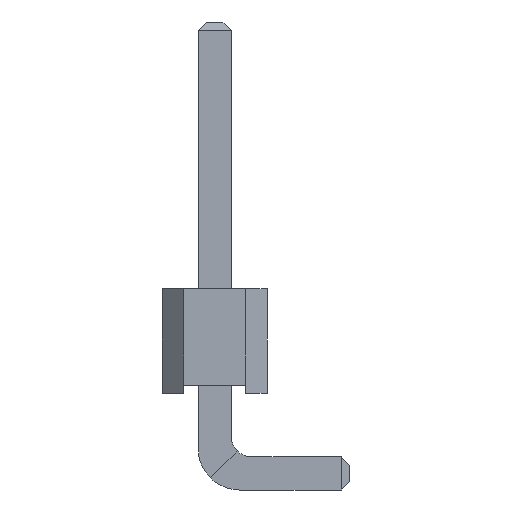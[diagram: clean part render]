
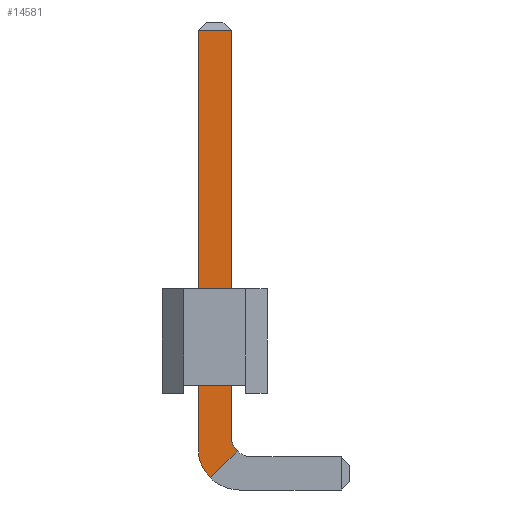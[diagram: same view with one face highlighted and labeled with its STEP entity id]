
A CAD part, front view. The second image highlights one B-rep face of the part: STEP entity #14581.
In plain terms, the highlighted planar face has unit normal (0, -1, 0).
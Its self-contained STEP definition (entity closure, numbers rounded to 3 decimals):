
#13838 = PLANE('',#13839);
#13839 = AXIS2_PLACEMENT_3D('',#13840,#13841,#13842);
#13840 = CARTESIAN_POINT('',(0.4,-27.54,9.));
#13841 = DIRECTION('',(1.,0.,0.));
#13842 = DIRECTION('',(0.,-1.,0.));
#13871 = CYLINDRICAL_SURFACE('',#13872,0.5);
#13872 = AXIS2_PLACEMENT_3D('',#13873,#13874,#13875);
#13873 = CARTESIAN_POINT('',(0.9,-27.54,-1.04));
#13874 = DIRECTION('',(0.,-1.,0.));
#13875 = DIRECTION('',(-1.,0.,0.));
#13932 = CYLINDRICAL_SURFACE('',#13933,1.);
#13933 = AXIS2_PLACEMENT_3D('',#13934,#13935,#13936);
#13934 = CARTESIAN_POINT('',(0.6,-27.54,-1.34));
#13935 = DIRECTION('',(-0.,-1.,0.));
#13936 = DIRECTION('',(-1.,0.,0.));
#13960 = PLANE('',#13961);
#13961 = AXIS2_PLACEMENT_3D('',#13962,#13963,#13964);
#13962 = CARTESIAN_POINT('',(-0.4,-28.34,9.));
#13963 = DIRECTION('',(-1.,0.,0.));
#13964 = DIRECTION('',(0.,1.,0.));
#14003 = VERTEX_POINT('',#14004);
#14004 = CARTESIAN_POINT('',(0.4,-28.34,8.8));
#14030 = EDGE_CURVE('',#14003,#14031,#14033,.T.);
#14031 = VERTEX_POINT('',#14032);
#14032 = CARTESIAN_POINT('',(0.4,-28.34,-1.04));
#14033 = SURFACE_CURVE('',#14034,(#14038,#14045),.PCURVE_S1.);
#14034 = LINE('',#14035,#14036);
#14035 = CARTESIAN_POINT('',(0.4,-28.34,9.));
#14036 = VECTOR('',#14037,1.);
#14037 = DIRECTION('',(0.,0.,-1.));
#14038 = PCURVE('',#13838,#14039);
#14039 = DEFINITIONAL_REPRESENTATION('',(#14040),#14044);
#14040 = LINE('',#14041,#14042);
#14041 = CARTESIAN_POINT('',(0.8,0.));
#14042 = VECTOR('',#14043,1.);
#14043 = DIRECTION('',(0.,1.));
#14044 = ( GEOMETRIC_REPRESENTATION_CONTEXT(2) 
PARAMETRIC_REPRESENTATION_CONTEXT() REPRESENTATION_CONTEXT('2D SPACE',''
  ) );
#14045 = PCURVE('',#14046,#14051);
#14046 = PLANE('',#14047);
#14047 = AXIS2_PLACEMENT_3D('',#14048,#14049,#14050);
#14048 = CARTESIAN_POINT('',(0.4,-28.34,9.));
#14049 = DIRECTION('',(-0.,-1.,0.));
#14050 = DIRECTION('',(-1.,0.,0.));
#14051 = DEFINITIONAL_REPRESENTATION('',(#14052),#14056);
#14052 = LINE('',#14053,#14054);
#14053 = CARTESIAN_POINT('',(0.,0.));
#14054 = VECTOR('',#14055,1.);
#14055 = DIRECTION('',(0.,1.));
#14056 = ( GEOMETRIC_REPRESENTATION_CONTEXT(2) 
PARAMETRIC_REPRESENTATION_CONTEXT() REPRESENTATION_CONTEXT('2D SPACE',''
  ) );
#14221 = VERTEX_POINT('',#14222);
#14222 = CARTESIAN_POINT('',(0.546,-28.34,-1.394));
#14237 = PLANE('',#14238);
#14238 = AXIS2_PLACEMENT_3D('',#14239,#14240,#14241);
#14239 = CARTESIAN_POINT('',(0.,-28.34,-1.54));
#14240 = DIRECTION('',(0.,-1.,0.));
#14241 = DIRECTION('',(0.,0.,-1.));
#14249 = EDGE_CURVE('',#14031,#14221,#14250,.T.);
#14250 = SURFACE_CURVE('',#14251,(#14256,#14263),.PCURVE_S1.);
#14251 = CIRCLE('',#14252,0.5);
#14252 = AXIS2_PLACEMENT_3D('',#14253,#14254,#14255);
#14253 = CARTESIAN_POINT('',(0.9,-28.34,-1.04));
#14254 = DIRECTION('',(0.,-1.,0.));
#14255 = DIRECTION('',(0.,0.,-1.));
#14256 = PCURVE('',#13871,#14257);
#14257 = DEFINITIONAL_REPRESENTATION('',(#14258),#14262);
#14258 = LINE('',#14259,#14260);
#14259 = CARTESIAN_POINT('',(-4.712,0.8));
#14260 = VECTOR('',#14261,1.);
#14261 = DIRECTION('',(1.,0.));
#14262 = ( GEOMETRIC_REPRESENTATION_CONTEXT(2) 
PARAMETRIC_REPRESENTATION_CONTEXT() REPRESENTATION_CONTEXT('2D SPACE',''
  ) );
#14263 = PCURVE('',#14046,#14264);
#14264 = DEFINITIONAL_REPRESENTATION('',(#14265),#14269);
#14265 = CIRCLE('',#14266,0.5);
#14266 = AXIS2_PLACEMENT_2D('',#14267,#14268);
#14267 = CARTESIAN_POINT('',(-0.5,10.04));
#14268 = DIRECTION('',(0.,1.));
#14269 = ( GEOMETRIC_REPRESENTATION_CONTEXT(2) 
PARAMETRIC_REPRESENTATION_CONTEXT() REPRESENTATION_CONTEXT('2D SPACE',''
  ) );
#14275 = EDGE_CURVE('',#14276,#14278,#14280,.T.);
#14276 = VERTEX_POINT('',#14277);
#14277 = CARTESIAN_POINT('',(-0.4,-28.34,8.8));
#14278 = VERTEX_POINT('',#14279);
#14279 = CARTESIAN_POINT('',(-0.4,-28.34,-1.34));
#14280 = SURFACE_CURVE('',#14281,(#14285,#14292),.PCURVE_S1.);
#14281 = LINE('',#14282,#14283);
#14282 = CARTESIAN_POINT('',(-0.4,-28.34,9.));
#14283 = VECTOR('',#14284,1.);
#14284 = DIRECTION('',(0.,0.,-1.));
#14285 = PCURVE('',#13960,#14286);
#14286 = DEFINITIONAL_REPRESENTATION('',(#14287),#14291);
#14287 = LINE('',#14288,#14289);
#14288 = CARTESIAN_POINT('',(0.,0.));
#14289 = VECTOR('',#14290,1.);
#14290 = DIRECTION('',(0.,1.));
#14291 = ( GEOMETRIC_REPRESENTATION_CONTEXT(2) 
PARAMETRIC_REPRESENTATION_CONTEXT() REPRESENTATION_CONTEXT('2D SPACE',''
  ) );
#14292 = PCURVE('',#14046,#14293);
#14293 = DEFINITIONAL_REPRESENTATION('',(#14294),#14298);
#14294 = LINE('',#14295,#14296);
#14295 = CARTESIAN_POINT('',(0.8,0.));
#14296 = VECTOR('',#14297,1.);
#14297 = DIRECTION('',(0.,1.));
#14298 = ( GEOMETRIC_REPRESENTATION_CONTEXT(2) 
PARAMETRIC_REPRESENTATION_CONTEXT() REPRESENTATION_CONTEXT('2D SPACE',''
  ) );
#14482 = VERTEX_POINT('',#14483);
#14483 = CARTESIAN_POINT('',(-0.107,-28.34,-2.047));
#14505 = EDGE_CURVE('',#14278,#14482,#14506,.T.);
#14506 = SURFACE_CURVE('',#14507,(#14512,#14519),.PCURVE_S1.);
#14507 = CIRCLE('',#14508,1.);
#14508 = AXIS2_PLACEMENT_3D('',#14509,#14510,#14511);
#14509 = CARTESIAN_POINT('',(0.6,-28.34,-1.34));
#14510 = DIRECTION('',(0.,-1.,0.));
#14511 = DIRECTION('',(0.,0.,-1.));
#14512 = PCURVE('',#13932,#14513);
#14513 = DEFINITIONAL_REPRESENTATION('',(#14514),#14518);
#14514 = LINE('',#14515,#14516);
#14515 = CARTESIAN_POINT('',(-4.712,0.8));
#14516 = VECTOR('',#14517,1.);
#14517 = DIRECTION('',(1.,0.));
#14518 = ( GEOMETRIC_REPRESENTATION_CONTEXT(2) 
PARAMETRIC_REPRESENTATION_CONTEXT() REPRESENTATION_CONTEXT('2D SPACE',''
  ) );
#14519 = PCURVE('',#14046,#14520);
#14520 = DEFINITIONAL_REPRESENTATION('',(#14521),#14525);
#14521 = CIRCLE('',#14522,1.);
#14522 = AXIS2_PLACEMENT_2D('',#14523,#14524);
#14523 = CARTESIAN_POINT('',(-0.2,10.34));
#14524 = DIRECTION('',(0.,1.));
#14525 = ( GEOMETRIC_REPRESENTATION_CONTEXT(2) 
PARAMETRIC_REPRESENTATION_CONTEXT() REPRESENTATION_CONTEXT('2D SPACE',''
  ) );
#14549 = PLANE('',#14550);
#14550 = AXIS2_PLACEMENT_3D('',#14551,#14552,#14553);
#14551 = CARTESIAN_POINT('',(0.4,-28.24,8.9));
#14552 = DIRECTION('',(0.,-0.707,0.707
    ));
#14553 = DIRECTION('',(-1.,0.,0.));
#14581 = ADVANCED_FACE('',(#14582),#14046,.T.);
#14582 = FACE_BOUND('',#14583,.T.);
#14583 = EDGE_LOOP('',(#14584,#14585,#14606,#14607,#14608,#14629));
#14584 = ORIENTED_EDGE('',*,*,#14030,.F.);
#14585 = ORIENTED_EDGE('',*,*,#14586,.T.);
#14586 = EDGE_CURVE('',#14003,#14276,#14587,.T.);
#14587 = SURFACE_CURVE('',#14588,(#14592,#14599),.PCURVE_S1.);
#14588 = LINE('',#14589,#14590);
#14589 = CARTESIAN_POINT('',(0.4,-28.34,8.8));
#14590 = VECTOR('',#14591,1.);
#14591 = DIRECTION('',(-1.,0.,0.));
#14592 = PCURVE('',#14046,#14593);
#14593 = DEFINITIONAL_REPRESENTATION('',(#14594),#14598);
#14594 = LINE('',#14595,#14596);
#14595 = CARTESIAN_POINT('',(0.,0.2));
#14596 = VECTOR('',#14597,1.);
#14597 = DIRECTION('',(1.,0.));
#14598 = ( GEOMETRIC_REPRESENTATION_CONTEXT(2) 
PARAMETRIC_REPRESENTATION_CONTEXT() REPRESENTATION_CONTEXT('2D SPACE',''
  ) );
#14599 = PCURVE('',#14549,#14600);
#14600 = DEFINITIONAL_REPRESENTATION('',(#14601),#14605);
#14601 = LINE('',#14602,#14603);
#14602 = CARTESIAN_POINT('',(0.,0.141));
#14603 = VECTOR('',#14604,1.);
#14604 = DIRECTION('',(1.,0.));
#14605 = ( GEOMETRIC_REPRESENTATION_CONTEXT(2) 
PARAMETRIC_REPRESENTATION_CONTEXT() REPRESENTATION_CONTEXT('2D SPACE',''
  ) );
#14606 = ORIENTED_EDGE('',*,*,#14275,.T.);
#14607 = ORIENTED_EDGE('',*,*,#14505,.T.);
#14608 = ORIENTED_EDGE('',*,*,#14609,.F.);
#14609 = EDGE_CURVE('',#14221,#14482,#14610,.T.);
#14610 = SURFACE_CURVE('',#14611,(#14615,#14622),.PCURVE_S1.);
#14611 = LINE('',#14612,#14613);
#14612 = CARTESIAN_POINT('',(0.4,-28.34,-1.54));
#14613 = VECTOR('',#14614,1.);
#14614 = DIRECTION('',(-0.707,0.,
    -0.707));
#14615 = PCURVE('',#14046,#14616);
#14616 = DEFINITIONAL_REPRESENTATION('',(#14617),#14621);
#14617 = LINE('',#14618,#14619);
#14618 = CARTESIAN_POINT('',(0.,10.54));
#14619 = VECTOR('',#14620,1.);
#14620 = DIRECTION('',(0.707,0.707));
#14621 = ( GEOMETRIC_REPRESENTATION_CONTEXT(2) 
PARAMETRIC_REPRESENTATION_CONTEXT() REPRESENTATION_CONTEXT('2D SPACE',''
  ) );
#14622 = PCURVE('',#14237,#14623);
#14623 = DEFINITIONAL_REPRESENTATION('',(#14624),#14628);
#14624 = LINE('',#14625,#14626);
#14625 = CARTESIAN_POINT('',(0.,0.4));
#14626 = VECTOR('',#14627,1.);
#14627 = DIRECTION('',(0.707,-0.707));
#14628 = ( GEOMETRIC_REPRESENTATION_CONTEXT(2) 
PARAMETRIC_REPRESENTATION_CONTEXT() REPRESENTATION_CONTEXT('2D SPACE',''
  ) );
#14629 = ORIENTED_EDGE('',*,*,#14249,.F.);
